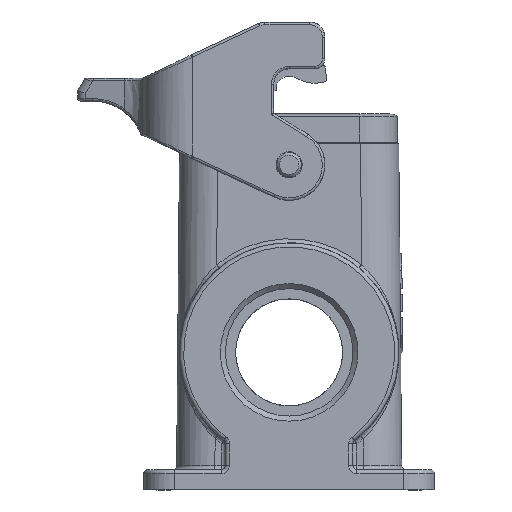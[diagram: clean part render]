
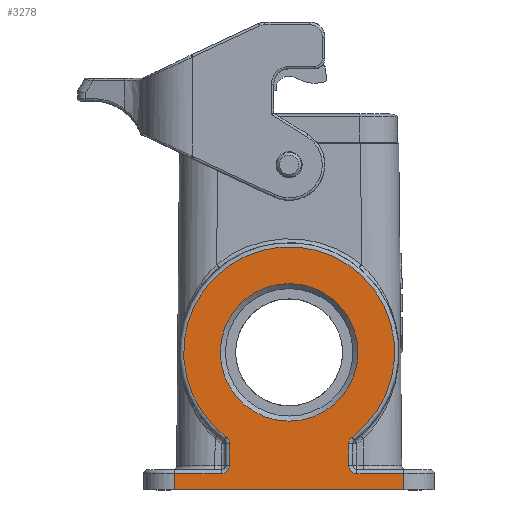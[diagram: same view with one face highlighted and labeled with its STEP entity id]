
A CAD part, left-side view. The second image highlights one B-rep face of the part: STEP entity #3278.
In plain terms, the highlighted planar face has unit normal (-1, 0, 0).
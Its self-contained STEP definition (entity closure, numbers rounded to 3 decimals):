
#2718=FACE_BOUND('',#4783,.T.);
#2719=FACE_BOUND('',#4784,.T.);
#3278=ADVANCED_FACE('',(#2718,#2719),#3773,.F.);
#3773=PLANE('',#14472);
#4783=EDGE_LOOP('',(#6647));
#4784=EDGE_LOOP('',(#6648,#6649,#6650,#6651,#6652,#6653,#6654,#6655,#6656,
#6657,#6658,#6659));
#6647=ORIENTED_EDGE('',*,*,#10064,.T.);
#6648=ORIENTED_EDGE('',*,*,#10065,.F.);
#6649=ORIENTED_EDGE('',*,*,#10066,.T.);
#6650=ORIENTED_EDGE('',*,*,#10067,.T.);
#6651=ORIENTED_EDGE('',*,*,#10068,.F.);
#6652=ORIENTED_EDGE('',*,*,#10069,.T.);
#6653=ORIENTED_EDGE('',*,*,#10070,.T.);
#6654=ORIENTED_EDGE('',*,*,#10071,.T.);
#6655=ORIENTED_EDGE('',*,*,#10072,.T.);
#6656=ORIENTED_EDGE('',*,*,#10073,.F.);
#6657=ORIENTED_EDGE('',*,*,#10074,.T.);
#6658=ORIENTED_EDGE('',*,*,#10075,.F.);
#6659=ORIENTED_EDGE('',*,*,#10076,.F.);
#8849=VERTEX_POINT('',#22517);
#8850=VERTEX_POINT('',#22519);
#8851=VERTEX_POINT('',#22520);
#8852=VERTEX_POINT('',#22522);
#8853=VERTEX_POINT('',#22524);
#8854=VERTEX_POINT('',#22526);
#8855=VERTEX_POINT('',#22528);
#8856=VERTEX_POINT('',#22530);
#8857=VERTEX_POINT('',#22532);
#8858=VERTEX_POINT('',#22534);
#8859=VERTEX_POINT('',#22536);
#8860=VERTEX_POINT('',#22538);
#8861=VERTEX_POINT('',#22540);
#10064=EDGE_CURVE('',#8849,#8849,#11104,.T.);
#10065=EDGE_CURVE('',#8850,#8851,#11105,.T.);
#10066=EDGE_CURVE('',#8850,#8852,#12110,.T.);
#10067=EDGE_CURVE('',#8852,#8853,#12111,.T.);
#10068=EDGE_CURVE('',#8854,#8853,#12112,.T.);
#10069=EDGE_CURVE('',#8854,#8855,#12113,.T.);
#10070=EDGE_CURVE('',#8855,#8856,#12114,.T.);
#10071=EDGE_CURVE('',#8856,#8857,#11106,.T.);
#10072=EDGE_CURVE('',#8857,#8858,#12115,.T.);
#10073=EDGE_CURVE('',#8859,#8858,#11107,.T.);
#10074=EDGE_CURVE('',#8859,#8860,#11108,.T.);
#10075=EDGE_CURVE('',#8861,#8860,#11109,.T.);
#10076=EDGE_CURVE('',#8851,#8861,#12116,.T.);
#11104=CIRCLE('',#14466,13.5);
#11105=CIRCLE('',#14467,1.6);
#11106=CIRCLE('',#14468,1.6);
#11107=CIRCLE('',#14469,1.6);
#11108=CIRCLE('',#14470,20.7);
#11109=CIRCLE('',#14471,1.6);
#12110=LINE('',#22521,#13044);
#12111=LINE('',#22523,#13045);
#12112=LINE('',#22525,#13046);
#12113=LINE('',#22527,#13047);
#12114=LINE('',#22529,#13048);
#12115=LINE('',#22533,#13049);
#12116=LINE('',#22541,#13050);
#13044=VECTOR('',#16478,1.);
#13045=VECTOR('',#16479,1.);
#13046=VECTOR('',#16480,1.);
#13047=VECTOR('',#16481,1.);
#13048=VECTOR('',#16482,1.);
#13049=VECTOR('',#16485,1.);
#13050=VECTOR('',#16492,1.);
#14466=AXIS2_PLACEMENT_3D('',#22516,#16474,#16475);
#14467=AXIS2_PLACEMENT_3D('',#22518,#16476,#16477);
#14468=AXIS2_PLACEMENT_3D('',#22531,#16483,#16484);
#14469=AXIS2_PLACEMENT_3D('',#22535,#16486,#16487);
#14470=AXIS2_PLACEMENT_3D('',#22537,#16488,#16489);
#14471=AXIS2_PLACEMENT_3D('',#22539,#16490,#16491);
#14472=AXIS2_PLACEMENT_3D('',#22542,#16493,#16494);
#16474=DIRECTION('',(1.,0.,0.));
#16475=DIRECTION('',(0.,0.,-1.));
#16476=DIRECTION('',(-1.,0.,0.));
#16477=DIRECTION('',(0.,0.,-1.));
#16478=DIRECTION('',(0.,1.,0.));
#16479=DIRECTION('',(0.,0.,-1.));
#16480=DIRECTION('',(0.,1.,0.));
#16481=DIRECTION('',(0.,0.,1.));
#16482=DIRECTION('',(0.,1.,0.));
#16483=DIRECTION('',(1.,0.,0.));
#16484=DIRECTION('',(0.,0.,-1.));
#16485=DIRECTION('',(0.,0.,1.));
#16486=DIRECTION('',(-1.,0.,0.));
#16487=DIRECTION('',(0.,0.,-1.));
#16488=DIRECTION('',(-1.,0.,0.));
#16489=DIRECTION('',(0.,0.,-1.));
#16490=DIRECTION('',(-1.,0.,0.));
#16491=DIRECTION('',(0.,0.,-1.));
#16492=DIRECTION('',(0.,0.,1.));
#16493=DIRECTION('',(1.,0.,0.));
#16494=DIRECTION('',(0.,0.,-1.));
#22516=CARTESIAN_POINT('',(-41.,0.,-35.25));
#22517=CARTESIAN_POINT('',(-41.,0.,-48.75));
#22518=CARTESIAN_POINT('',(-41.,13.3,-57.45));
#22519=CARTESIAN_POINT('',(-41.,13.3,-59.05));
#22520=CARTESIAN_POINT('',(-41.,11.7,-57.45));
#22521=CARTESIAN_POINT('',(-41.,-28.5,-59.05));
#22522=CARTESIAN_POINT('',(-41.,22.5,-59.05));
#22523=CARTESIAN_POINT('',(-41.,22.5,-58.25));
#22524=CARTESIAN_POINT('',(-41.,22.5,-62.25));
#22525=CARTESIAN_POINT('',(-41.,-28.5,-62.25));
#22526=CARTESIAN_POINT('',(-41.,-22.5,-62.25));
#22527=CARTESIAN_POINT('',(-41.,-22.5,-58.25));
#22528=CARTESIAN_POINT('',(-41.,-22.5,-59.05));
#22529=CARTESIAN_POINT('',(-41.,-28.5,-59.05));
#22530=CARTESIAN_POINT('',(-41.,-13.3,-59.05));
#22531=CARTESIAN_POINT('',(-41.,-13.3,-57.45));
#22532=CARTESIAN_POINT('',(-41.,-11.7,-57.45));
#22533=CARTESIAN_POINT('',(-41.,-11.7,-52.743));
#22534=CARTESIAN_POINT('',(-41.,-11.7,-53.15));
#22535=CARTESIAN_POINT('',(-41.,-13.3,-53.15));
#22536=CARTESIAN_POINT('',(-41.,-12.346,-51.865));
#22537=CARTESIAN_POINT('',(-41.,0.,-35.25));
#22538=CARTESIAN_POINT('',(-41.,12.346,-51.865));
#22539=CARTESIAN_POINT('',(-41.,13.3,-53.15));
#22540=CARTESIAN_POINT('',(-41.,11.7,-53.15));
#22541=CARTESIAN_POINT('',(-41.,11.7,-58.25));
#22542=CARTESIAN_POINT('',(-41.,-28.5,-58.25));
